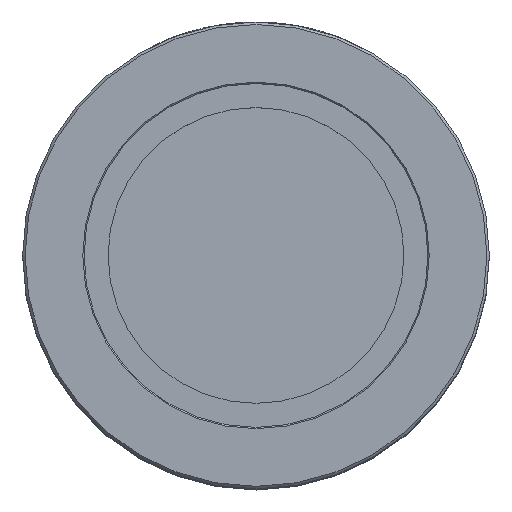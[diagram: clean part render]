
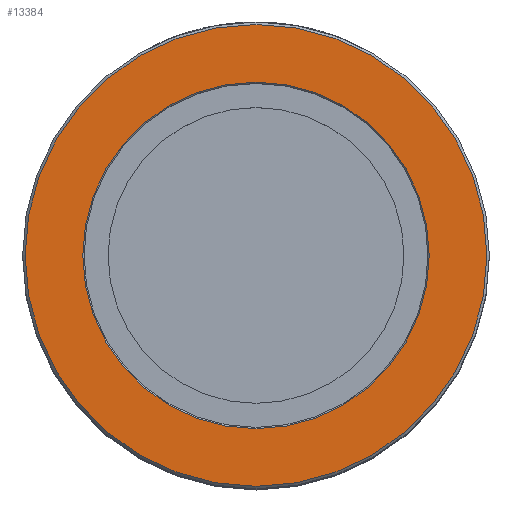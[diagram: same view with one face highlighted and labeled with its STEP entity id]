
A CAD part, top view. The second image highlights one B-rep face of the part: STEP entity #13384.
In plain terms, the highlighted planar face has unit normal (0, 0, 1).
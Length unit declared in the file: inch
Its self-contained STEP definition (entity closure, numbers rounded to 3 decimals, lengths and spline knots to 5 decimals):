
#3997=VERTEX_POINT('',#24258);
#3999=VERTEX_POINT('',#24263);
#4841=CIRCLE('',#14063,1.85008);
#4843=CIRCLE('',#14066,1.38795);
#6023=EDGE_CURVE('',#3997,#3997,#4841,.T.);
#6025=EDGE_CURVE('',#3999,#3999,#4843,.T.);
#9122=ORIENTED_EDGE('',*,*,#6025,.F.);
#9123=ORIENTED_EDGE('',*,*,#6023,.F.);
#11644=EDGE_LOOP('',(#9122));
#11645=EDGE_LOOP('',(#9123));
#12532=FACE_BOUND('',#11644,.T.);
#12533=FACE_BOUND('',#11645,.T.);
#13384=ADVANCED_FACE('',(#12532,#12533),#32491,.F.);
#14063=AXIS2_PLACEMENT_3D('',#24257,#15258,#15259);
#14065=AXIS2_PLACEMENT_3D('',#24261,#15262,$);
#14066=AXIS2_PLACEMENT_3D('',#24262,#15263,#15264);
#15258=DIRECTION('',(0.,0.,-1.));
#15259=DIRECTION('',(-1.85,0.,0.));
#15262=DIRECTION('',(0.,0.,-1.));
#15263=DIRECTION('',(0.,0.,1.));
#15264=DIRECTION('',(1.388,0.,0.));
#24257=CARTESIAN_POINT('',(0.,0.,0.));
#24258=CARTESIAN_POINT('',(1.85008,0.,0.));
#24261=CARTESIAN_POINT('',(0.,0.,0.));
#24262=CARTESIAN_POINT('',(0.,0.,0.));
#24263=CARTESIAN_POINT('',(-1.38795,0.,0.));
#32491=PLANE('',#14065);
